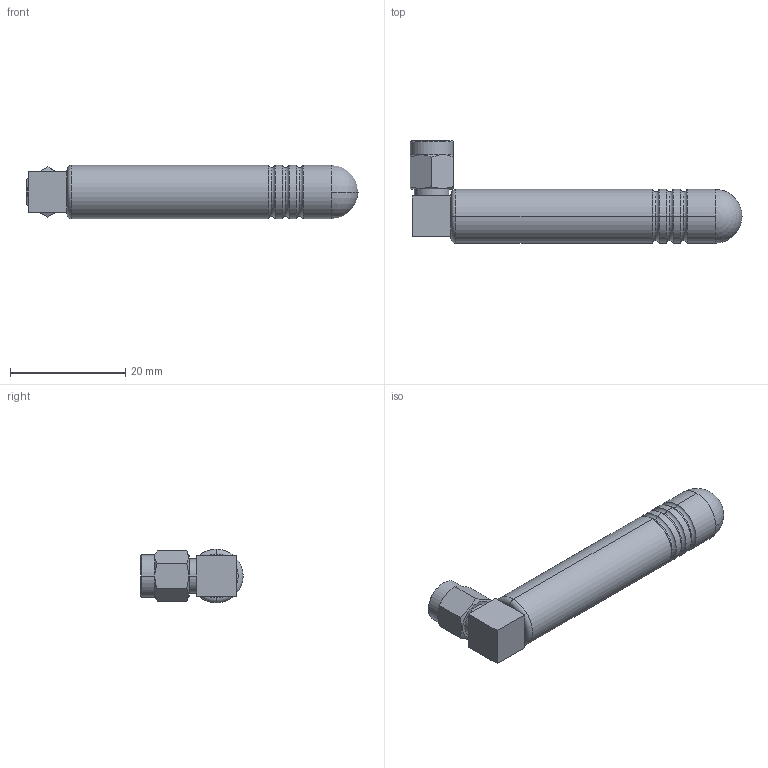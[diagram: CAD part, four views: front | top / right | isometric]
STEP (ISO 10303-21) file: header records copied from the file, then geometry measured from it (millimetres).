
FILE_DESCRIPTION (( 'STEP AP214' ), '1' );
FILE_NAME ('FM51RD1028_3D.step', '2022-12-30T21:24:11', ( '' ), ( '' ), 'SwSTEP 2.0', 'SolidWorks 2022', '' );
FILE_SCHEMA (( 'AUTOMOTIVE_DESIGN' ));
Length unit declared in the file: inch
Products named in the file (1): FM51RD1028_3D
Bounding box: 57.68 x 17.76 x 9.34 mm (x, y, z)
Volume: 3973.5 mm3; surface area: 2176.4 mm2
Topology: 1 solids, 1 shells, 92 faces, 198 edges, 111 vertices
Faces by surface type: cone 32, plane 24, cylinder 20, torus 14, sphere 2
Entity records: 2562 total; most frequent: CARTESIAN_POINT 504, DIRECTION 468, ORIENTED_EDGE 392, EDGE_CURVE 196, AXIS2_PLACEMENT_3D 195, VERTEX_POINT 111, CIRCLE 102, EDGE_LOOP 97
